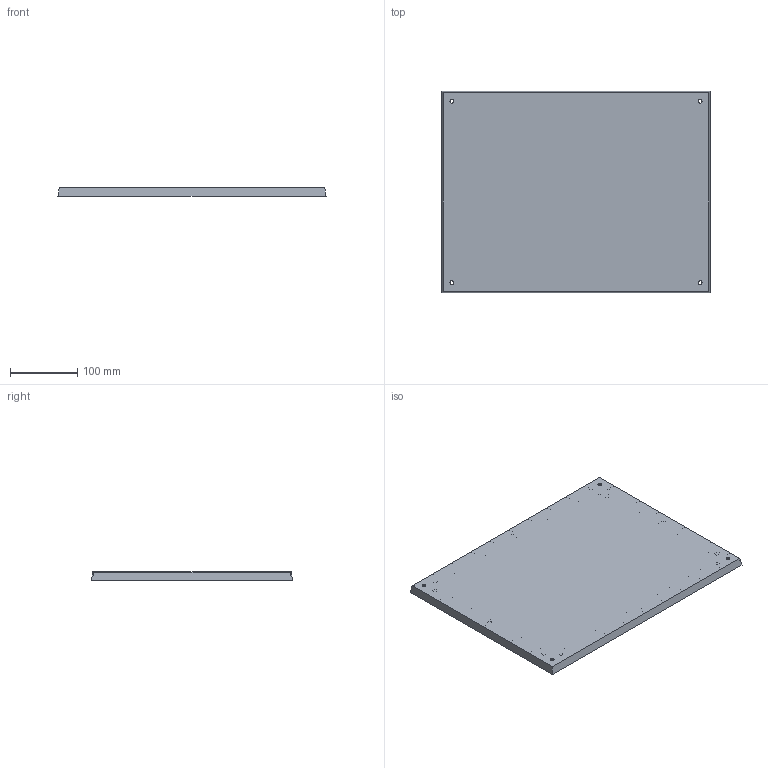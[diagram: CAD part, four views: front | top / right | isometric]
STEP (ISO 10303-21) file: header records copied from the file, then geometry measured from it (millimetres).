
FILE_DESCRIPTION (( 'STEP AP214' ), '1' );
FILE_NAME ('2451-4030-01-00.step', '2023-11-29T08:41:00', ( '' ), ( '' ), 'SwSTEP 2.0', 'SolidWorks 2019', '' );
FILE_SCHEMA (( 'AUTOMOTIVE_DESIGN' ));
Length unit declared in the file: millimetre
Products named in the file (1): 2451-4030-01-00
Bounding box: 399.75 x 299.75 x 12.3 mm (x, y, z)
Volume: 246236.9 mm3; surface area: 335623.2 mm2
Topology: 17 solids, 17 shells, 430 faces, 1014 edges, 676 vertices
Faces by surface type: plane 260, cylinder 170
Entity records: 13016 total; most frequent: DIRECTION 2216, CARTESIAN_POINT 2121, ORIENTED_EDGE 2028, EDGE_CURVE 1014, AXIS2_PLACEMENT_3D 771, VERTEX_POINT 676, LINE 674, VECTOR 674
